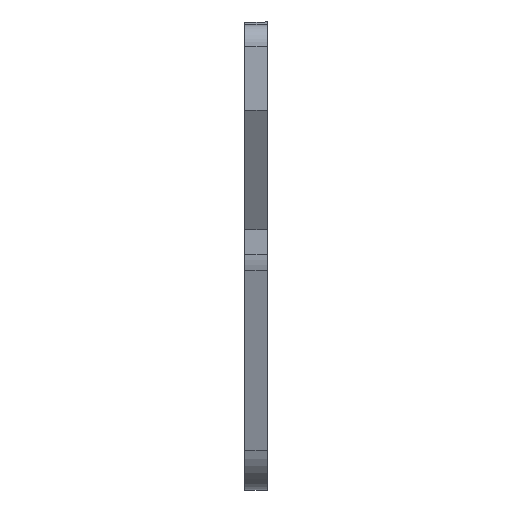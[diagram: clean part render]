
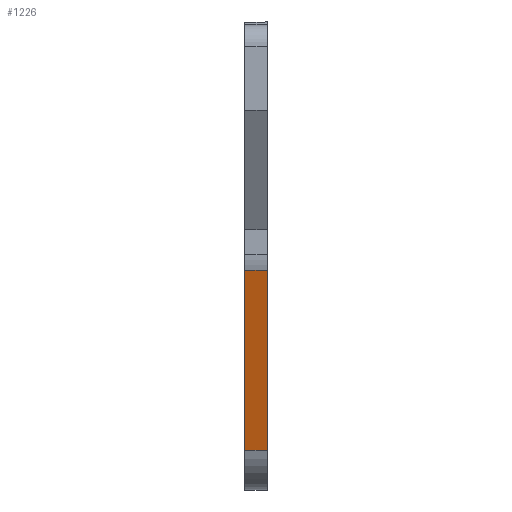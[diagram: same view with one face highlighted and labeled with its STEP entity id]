
A CAD part, left-side view. The second image highlights one B-rep face of the part: STEP entity #1226.
In plain terms, the highlighted planar face has unit normal (-0.959, 0, -0.284).
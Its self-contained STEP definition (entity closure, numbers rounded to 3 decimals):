
#1034=FACE_OUTER_BOUND('',#1725,.T.);
#1226=ADVANCED_FACE('',(#1034),#1361,.T.);
#1361=PLANE('',#4320);
#1725=EDGE_LOOP('',(#2173,#2174,#2175,#2176));
#2173=ORIENTED_EDGE('',*,*,#3038,.F.);
#2174=ORIENTED_EDGE('',*,*,#3169,.T.);
#2175=ORIENTED_EDGE('',*,*,#3109,.F.);
#2176=ORIENTED_EDGE('',*,*,#3170,.F.);
#2752=VERTEX_POINT('',#5410);
#2753=VERTEX_POINT('',#5412);
#2823=VERTEX_POINT('',#5650);
#2824=VERTEX_POINT('',#5652);
#3038=EDGE_CURVE('',#2752,#2753,#3436,.T.);
#3109=EDGE_CURVE('',#2823,#2824,#3463,.T.);
#3169=EDGE_CURVE('',#2752,#2824,#3512,.T.);
#3170=EDGE_CURVE('',#2753,#2823,#3513,.T.);
#3436=LINE('',#5411,#3763);
#3463=LINE('',#5651,#3790);
#3512=LINE('',#5770,#3839);
#3513=LINE('',#5772,#3840);
#3763=VECTOR('',#4540,1.);
#3790=VECTOR('',#4677,1.);
#3839=VECTOR('',#4808,1.);
#3840=VECTOR('',#4811,1.);
#4320=AXIS2_PLACEMENT_3D('',#5773,#4812,#4813);
#4540=DIRECTION('',(0.284,0.,-0.959));
#4677=DIRECTION('',(-0.284,0.,0.959));
#4808=DIRECTION('',(0.,1.,0.));
#4811=DIRECTION('',(0.,1.,0.));
#4812=DIRECTION('',(-0.959,0.,-0.284));
#4813=DIRECTION('',(-0.284,0.,0.959));
#5410=CARTESIAN_POINT('',(-47.794,-2.,-19.495));
#5411=CARTESIAN_POINT('',(-47.794,-2.,-19.495));
#5412=CARTESIAN_POINT('',(-42.958,-2.,-35.82));
#5650=CARTESIAN_POINT('',(-42.958,0.,-35.82));
#5651=CARTESIAN_POINT('',(-42.958,0.,-35.82));
#5652=CARTESIAN_POINT('',(-47.794,0.,-19.495));
#5770=CARTESIAN_POINT('',(-47.794,-2.,-19.495));
#5772=CARTESIAN_POINT('',(-42.958,-2.,-35.82));
#5773=CARTESIAN_POINT('',(-42.958,-2.,-35.82));
